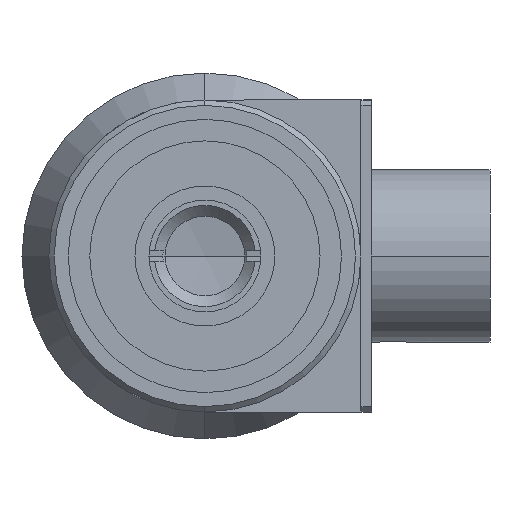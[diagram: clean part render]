
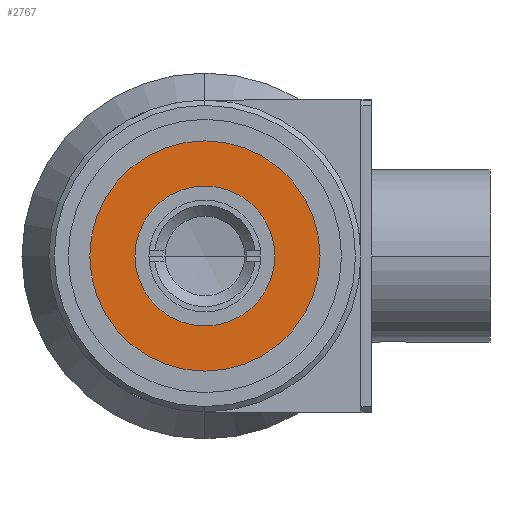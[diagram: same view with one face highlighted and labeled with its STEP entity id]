
A CAD part, front view. The second image highlights one B-rep face of the part: STEP entity #2767.
In plain terms, the highlighted planar face has unit normal (0, -1, 0).
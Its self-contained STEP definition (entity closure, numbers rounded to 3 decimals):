
#133 = CARTESIAN_POINT ( 'NONE',  ( 0., -192.14, 0. ) ) ;
#140 = AXIS2_PLACEMENT_3D ( 'NONE', #3396, #3421, #3447 ) ;
#205 = DIRECTION ( 'NONE',  ( -1., 0., 0. ) ) ;
#247 = CARTESIAN_POINT ( 'NONE',  ( 6.5, -192.14, 0. ) ) ;
#392 = DIRECTION ( 'NONE',  ( 0., 1., 0. ) ) ;
#398 = CARTESIAN_POINT ( 'NONE',  ( 11.5, -192.14, 0. ) ) ;
#615 = ORIENTED_EDGE ( 'NONE', *, *, #2611, .F. ) ;
#627 = AXIS2_PLACEMENT_3D ( 'NONE', #1499, #1283, #2062 ) ;
#763 = CARTESIAN_POINT ( 'NONE',  ( -6.5, -192.14, 0. ) ) ;
#801 = ORIENTED_EDGE ( 'NONE', *, *, #2067, .T. ) ;
#835 = ORIENTED_EDGE ( 'NONE', *, *, #2397, .T. ) ;
#960 = FACE_OUTER_BOUND ( 'NONE', #3021, .T. ) ;
#1073 = AXIS2_PLACEMENT_3D ( 'NONE', #3368, #2282, #2289 ) ;
#1253 = EDGE_CURVE ( 'NONE', #2421, #1679, #3306, .T. ) ;
#1283 = DIRECTION ( 'NONE',  ( 0., 1., 0. ) ) ;
#1303 = VERTEX_POINT ( 'NONE', #247 ) ;
#1499 = CARTESIAN_POINT ( 'NONE',  ( 0., -192.14, 0. ) ) ;
#1679 = VERTEX_POINT ( 'NONE', #398 ) ;
#1818 = ORIENTED_EDGE ( 'NONE', *, *, #1253, .F. ) ;
#2061 = CIRCLE ( 'NONE', #3318, 6.5 ) ;
#2062 = DIRECTION ( 'NONE',  ( -1., 0., 0. ) ) ;
#2067 = EDGE_CURVE ( 'NONE', #1303, #3249, #2061, .T. ) ;
#2282 = DIRECTION ( 'NONE',  ( 0., -1., 0. ) ) ;
#2289 = DIRECTION ( 'NONE',  ( 1., 0., 0. ) ) ;
#2346 = FACE_BOUND ( 'NONE', #2937, .T. ) ;
#2397 = EDGE_CURVE ( 'NONE', #3249, #1303, #2723, .T. ) ;
#2421 = VERTEX_POINT ( 'NONE', #2639 ) ;
#2611 = EDGE_CURVE ( 'NONE', #1679, #2421, #2680, .T. ) ;
#2639 = CARTESIAN_POINT ( 'NONE',  ( -11.5, -192.14, 0. ) ) ;
#2680 = CIRCLE ( 'NONE', #627, 11.5 ) ;
#2723 = CIRCLE ( 'NONE', #140, 6.5 ) ;
#2767 = ADVANCED_FACE ( 'NONE', ( #2346, #960 ), #3125, .T. ) ;
#2937 = EDGE_LOOP ( 'NONE', ( #835, #801 ) ) ;
#3021 = EDGE_LOOP ( 'NONE', ( #1818, #615 ) ) ;
#3077 = CARTESIAN_POINT ( 'NONE',  ( 0., -192.14, 0. ) ) ;
#3100 = DIRECTION ( 'NONE',  ( -1., 0., 0. ) ) ;
#3125 = PLANE ( 'NONE',  #1073 ) ;
#3150 = DIRECTION ( 'NONE',  ( 0., 1., 0. ) ) ;
#3160 = AXIS2_PLACEMENT_3D ( 'NONE', #3077, #3150, #3100 ) ;
#3249 = VERTEX_POINT ( 'NONE', #763 ) ;
#3306 = CIRCLE ( 'NONE', #3160, 11.5 ) ;
#3318 = AXIS2_PLACEMENT_3D ( 'NONE', #133, #392, #205 ) ;
#3368 = CARTESIAN_POINT ( 'NONE',  ( -11.5, -192.14, 0. ) ) ;
#3396 = CARTESIAN_POINT ( 'NONE',  ( 0., -192.14, 0. ) ) ;
#3421 = DIRECTION ( 'NONE',  ( 0., 1., 0. ) ) ;
#3447 = DIRECTION ( 'NONE',  ( -1., 0., 0. ) ) ;
